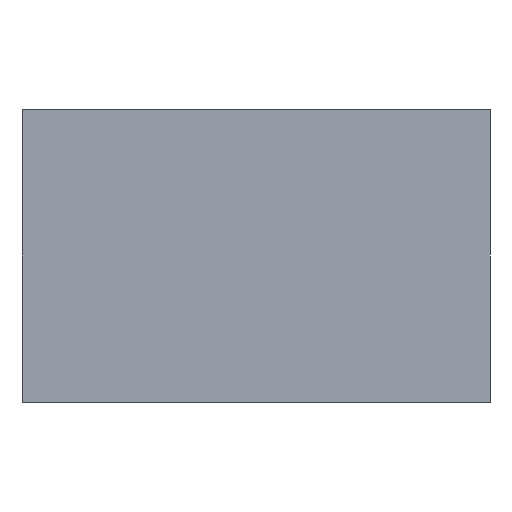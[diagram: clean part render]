
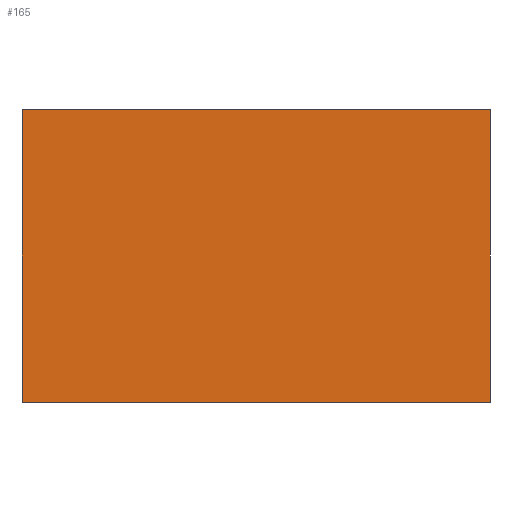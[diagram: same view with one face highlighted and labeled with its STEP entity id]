
A CAD part, left-side view. The second image highlights one B-rep face of the part: STEP entity #165.
In plain terms, the highlighted planar face has unit normal (-1, 0, 0).
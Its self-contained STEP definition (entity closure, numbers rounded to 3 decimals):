
#37=ORIENTED_EDGE('',*,*,#72,.T.);
#38=ORIENTED_EDGE('',*,*,#73,.F.);
#39=ORIENTED_EDGE('',*,*,#74,.F.);
#40=ORIENTED_EDGE('',*,*,#70,.T.);
#70=EDGE_CURVE('',#88,#87,#102,.T.);
#72=EDGE_CURVE('',#87,#89,#104,.T.);
#73=EDGE_CURVE('',#90,#89,#105,.T.);
#74=EDGE_CURVE('',#88,#90,#106,.T.);
#87=VERTEX_POINT('',#256);
#88=VERTEX_POINT('',#258);
#89=VERTEX_POINT('',#262);
#90=VERTEX_POINT('',#264);
#102=LINE('',#257,#114);
#104=LINE('',#261,#116);
#105=LINE('',#263,#117);
#106=LINE('',#265,#118);
#114=VECTOR('',#211,1000.);
#116=VECTOR('',#215,1000.);
#117=VECTOR('',#216,1000.);
#118=VECTOR('',#217,1000.);
#123=EDGE_LOOP('',(#37,#38,#39,#40));
#141=FACE_BOUND('',#123,.T.);
#159=PLANE('',#187);
#165=ADVANCED_FACE('',(#141),#159,.F.);
#187=AXIS2_PLACEMENT_3D('',#260,#213,#214);
#211=DIRECTION('',(0.,0.,-1.));
#213=DIRECTION('',(1.,0.,0.));
#214=DIRECTION('',(0.,0.,-1.));
#215=DIRECTION('',(0.,-1.,0.));
#216=DIRECTION('',(0.,0.,-1.));
#217=DIRECTION('',(0.,-1.,0.));
#256=CARTESIAN_POINT('',(-61.,8.,0.));
#257=CARTESIAN_POINT('',(-61.,8.,5.));
#258=CARTESIAN_POINT('',(-61.,8.,5.));
#260=CARTESIAN_POINT('',(-61.,0.,5.));
#261=CARTESIAN_POINT('',(-61.,0.,0.));
#262=CARTESIAN_POINT('',(-61.,0.,0.));
#263=CARTESIAN_POINT('',(-61.,0.,5.));
#264=CARTESIAN_POINT('',(-61.,0.,5.));
#265=CARTESIAN_POINT('',(-61.,0.,5.));
